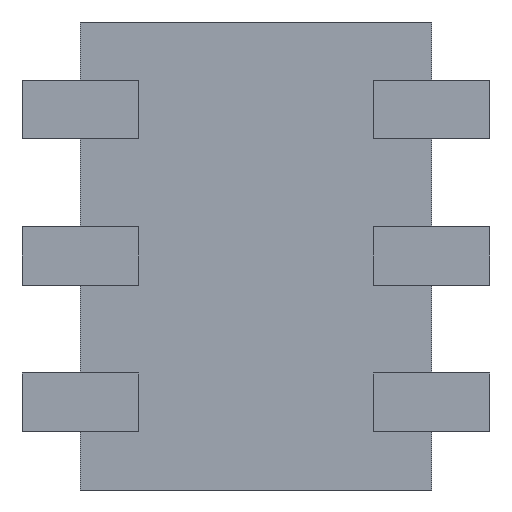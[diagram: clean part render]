
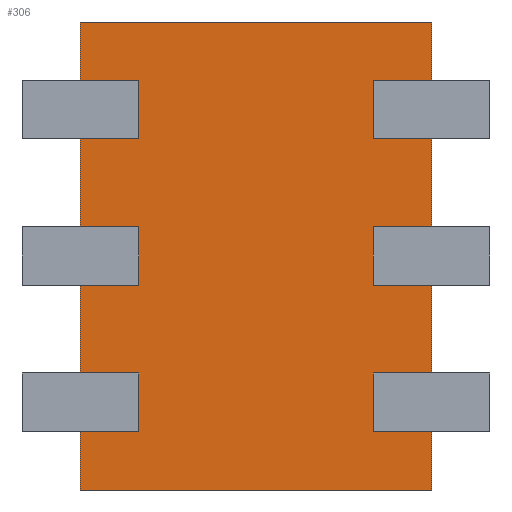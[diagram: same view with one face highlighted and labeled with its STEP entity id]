
A CAD part, front view. The second image highlights one B-rep face of the part: STEP entity #306.
In plain terms, the highlighted planar face has unit normal (0, -1, 0).
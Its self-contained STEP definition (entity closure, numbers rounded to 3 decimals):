
#100 = FACE_OUTER_BOUND($, #112 ,.T.);
#112 = EDGE_LOOP($,( #274 , #275 , #276 , #277 ));
#132 = LINE($, #418 , #162 );
#139 = LINE($, #433 , #169 );
#142 = LINE($, #438 , #172 );
#143 = LINE($, #440 , #173 );
#162 = VECTOR($, #353 ,1.);
#169 = VECTOR($, #368 ,0.8);
#172 = VECTOR($, #373 ,0.8);
#173 = VECTOR($, #376 ,1.);
#187 = VERTEX_POINT($, #415 );
#188 = VERTEX_POINT($, #417 );
#192 = VERTEX_POINT($, #432 );
#193 = VERTEX_POINT($, #436 );
#212 = EDGE_CURVE($, #188 , #187 , #132 ,.T.);
#219 = EDGE_CURVE($, #188 , #192 , #139 ,.T.);
#222 = EDGE_CURVE($, #187 , #193 , #142 ,.T.);
#223 = EDGE_CURVE($, #192 , #193 , #143 ,.T.);
#274 = ORIENTED_EDGE($,*,*, #212 ,.T.);
#275 = ORIENTED_EDGE($,*,*, #222 ,.T.);
#276 = ORIENTED_EDGE($,*,*, #223 ,.F.);
#277 = ORIENTED_EDGE($,*,*, #219 ,.F.);
#294 = PLANE($, #321 );
#306 = ADVANCED_FACE($,( #100 ), #294 ,.T.);
#321 = AXIS2_PLACEMENT_3D($, #439 , #374 , #375 );
#353 = DIRECTION($,(1.,0.,0.));
#368 = DIRECTION($,(0.,0.,1.));
#373 = DIRECTION($,(0.,0.,1.));
#374 = DIRECTION('center_axis',(0.,-1.,0.));
#375 = DIRECTION('ref_axis',(1.,0.,0.));
#376 = DIRECTION($,(1.,0.,0.));
#415 = CARTESIAN_POINT('',(0.6,0.01,-0.8));
#417 = CARTESIAN_POINT('',(-0.6,0.01,-0.8));
#418 = CARTESIAN_POINT($,(-0.6,0.01,-0.8));
#432 = CARTESIAN_POINT('',(-0.6,0.01,0.8));
#433 = CARTESIAN_POINT($,(-0.6,0.01,-0.8));
#436 = CARTESIAN_POINT('',(0.6,0.01,0.8));
#438 = CARTESIAN_POINT($,(0.6,0.01,-0.8));
#439 = CARTESIAN_POINT('Origin',(-0.6,0.01,-0.8));
#440 = CARTESIAN_POINT($,(-0.6,0.01,0.8));
